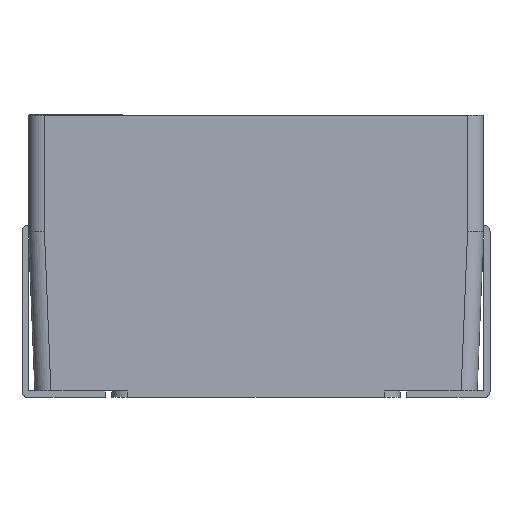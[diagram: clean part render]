
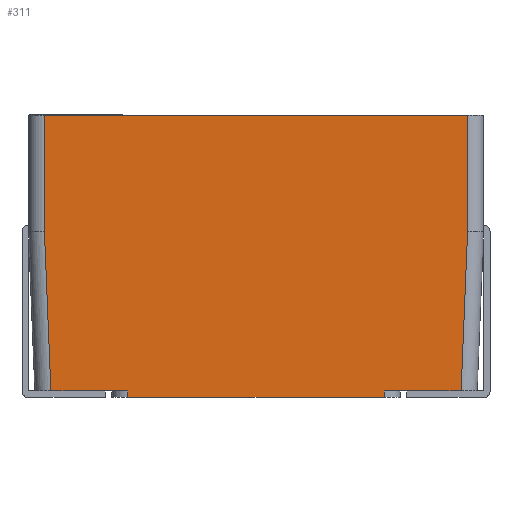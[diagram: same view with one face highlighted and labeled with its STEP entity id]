
A CAD part, front view. The second image highlights one B-rep face of the part: STEP entity #311.
In plain terms, the highlighted planar face has unit normal (0, -1, 0).
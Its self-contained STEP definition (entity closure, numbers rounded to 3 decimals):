
#13=DIRECTION('',(0.,0.,1.));
#28=VECTOR('',#13,1.);
#63=VECTOR('',#64,1.);
#64=DIRECTION('',(-1.,0.,0.));
#113=DIRECTION('',(0.,-1.,0.));
#121=DIRECTION('',(0.,0.,-1.));
#142=VERTEX_POINT('',#143);
#143=CARTESIAN_POINT('',(-3.3,-2.15,4.4));
#148=EDGE_CURVE('',#149,#142,#151,.T.);
#149=VERTEX_POINT('',#150);
#150=CARTESIAN_POINT('',(3.3,-2.15,4.4));
#151=LINE('',#152,#63);
#152=CARTESIAN_POINT('',(3.55,-2.15,4.4));
#240=VERTEX_POINT('',#241);
#241=CARTESIAN_POINT('',(3.3,-2.15,2.59));
#245=DIRECTION('',(0.04,0.,0.999));
#249=EDGE_CURVE('',#240,#149,#250,.T.);
#250=LINE('',#251,#28);
#251=CARTESIAN_POINT('',(3.3,-2.15,2.58));
#271=VECTOR('',#245,1.);
#285=VECTOR('',#286,1.);
#286=DIRECTION('',(-0.04,0.,0.999));
#311=ADVANCED_FACE('',(#312),#362,.T.);
#312=FACE_BOUND('',#313,.T.);
#313=EDGE_LOOP('',(#314,#322,#327,#334,#338,#339,#340,#346,#352,#359));
#314=ORIENTED_EDGE('',*,*,#315,.F.);
#315=EDGE_CURVE('',#316,#318,#320,.T.);
#316=VERTEX_POINT('',#317);
#317=CARTESIAN_POINT('',(2.,-2.15,0.));
#318=VERTEX_POINT('',#319);
#319=CARTESIAN_POINT('',(-2.,-2.15,0.));
#320=LINE('',#321,#63);
#321=CARTESIAN_POINT('',(2.25,-2.15,0.));
#322=ORIENTED_EDGE('',*,*,#323,.T.);
#323=EDGE_CURVE('',#316,#324,#326,.T.);
#324=VERTEX_POINT('',#325);
#325=CARTESIAN_POINT('',(2.,-2.15,0.1));
#326=LINE('',#317,#28);
#327=ORIENTED_EDGE('',*,*,#328,.T.);
#328=EDGE_CURVE('',#324,#329,#331,.T.);
#329=VERTEX_POINT('',#330);
#330=CARTESIAN_POINT('',(3.2,-2.15,0.1));
#331=LINE('',#325,#332);
#332=VECTOR('',#333,1.);
#333=DIRECTION('',(1.,0.,0.));
#334=ORIENTED_EDGE('',*,*,#335,.T.);
#335=EDGE_CURVE('',#329,#240,#336,.T.);
#336=LINE('',#337,#271);
#337=CARTESIAN_POINT('',(3.2,-2.15,0.11));
#338=ORIENTED_EDGE('',*,*,#249,.T.);
#339=ORIENTED_EDGE('',*,*,#148,.T.);
#340=ORIENTED_EDGE('',*,*,#341,.F.);
#341=EDGE_CURVE('',#342,#142,#344,.T.);
#342=VERTEX_POINT('',#343);
#343=CARTESIAN_POINT('',(-3.3,-2.15,2.59));
#344=LINE('',#345,#28);
#345=CARTESIAN_POINT('',(-3.3,-2.15,2.58));
#346=ORIENTED_EDGE('',*,*,#347,.F.);
#347=EDGE_CURVE('',#348,#342,#350,.T.);
#348=VERTEX_POINT('',#349);
#349=CARTESIAN_POINT('',(-3.2,-2.15,0.1));
#350=LINE('',#351,#285);
#351=CARTESIAN_POINT('',(-3.2,-2.15,0.11));
#352=ORIENTED_EDGE('',*,*,#353,.T.);
#353=EDGE_CURVE('',#348,#354,#356,.T.);
#354=VERTEX_POINT('',#355);
#355=CARTESIAN_POINT('',(-2.,-2.15,0.1));
#356=LINE('',#349,#357);
#357=VECTOR('',#358,1.);
#358=DIRECTION('',(1.,0.,0.));
#359=ORIENTED_EDGE('',*,*,#360,.F.);
#360=EDGE_CURVE('',#318,#354,#361,.T.);
#361=LINE('',#319,#28);
#362=PLANE('',#363);
#363=AXIS2_PLACEMENT_3D('',#364,#113,#121);
#364=CARTESIAN_POINT('',(0.,-2.15,2.23));
